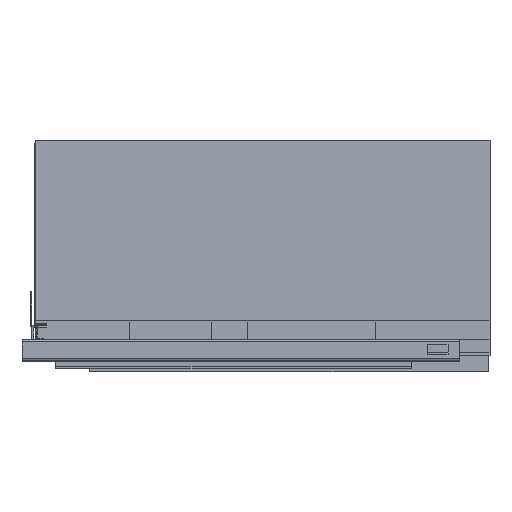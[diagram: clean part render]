
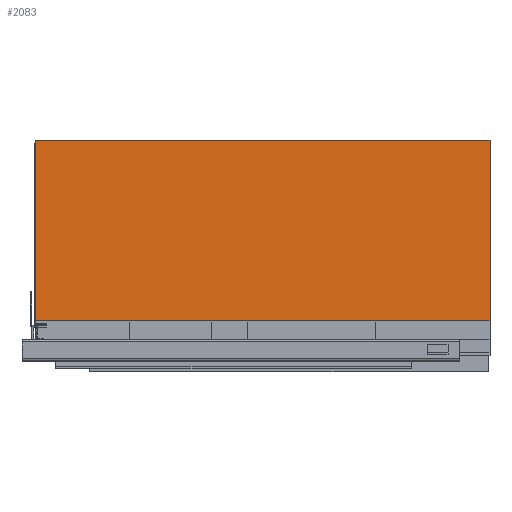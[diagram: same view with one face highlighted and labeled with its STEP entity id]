
A CAD part, top view. The second image highlights one B-rep face of the part: STEP entity #2083.
In plain terms, the highlighted planar face has unit normal (0, 0, 1).
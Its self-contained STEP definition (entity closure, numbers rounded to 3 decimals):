
#548 = VERTEX_POINT ( 'NONE', #3153 ) ;
#723 = CARTESIAN_POINT ( 'NONE',  ( 0., 185., 13.5 ) ) ;
#1256 = VECTOR ( 'NONE', #1566, 1000. ) ;
#1566 = DIRECTION ( 'NONE',  ( 1., 0., 0. ) ) ;
#1599 = EDGE_CURVE ( 'NONE', #5685, #548, #8084, .T. ) ;
#1653 = FACE_OUTER_BOUND ( 'NONE', #2222, .T. ) ;
#1698 = ORIENTED_EDGE ( 'NONE', *, *, #1599, .F. ) ;
#2083 = ADVANCED_FACE ( 'NONE', ( #1653 ), #5166, .T. ) ;
#2222 = EDGE_LOOP ( 'NONE', ( #1698, #9045, #3298, #3703 ) ) ;
#2281 = AXIS2_PLACEMENT_3D ( 'NONE', #4612, #3747, #3022 ) ;
#2872 = VERTEX_POINT ( 'NONE', #3257 ) ;
#3022 = DIRECTION ( 'NONE',  ( 0., -1., 0. ) ) ;
#3153 = CARTESIAN_POINT ( 'NONE',  ( 0., 30., 13.5 ) ) ;
#3257 = CARTESIAN_POINT ( 'NONE',  ( -390., 30., 13.5 ) ) ;
#3298 = ORIENTED_EDGE ( 'NONE', *, *, #7243, .T. ) ;
#3703 = ORIENTED_EDGE ( 'NONE', *, *, #8264, .T. ) ;
#3747 = DIRECTION ( 'NONE',  ( 0., 0., 1. ) ) ;
#4612 = CARTESIAN_POINT ( 'NONE',  ( -390., 185., 13.5 ) ) ;
#5166 = PLANE ( 'NONE',  #2281 ) ;
#5238 = DIRECTION ( 'NONE',  ( 0., -1., 0. ) ) ;
#5685 = VERTEX_POINT ( 'NONE', #723 ) ;
#5759 = DIRECTION ( 'NONE',  ( 1., 0., 0. ) ) ;
#6200 = VECTOR ( 'NONE', #5759, 1000. ) ;
#6287 = CARTESIAN_POINT ( 'NONE',  ( -390., 185., 13.5 ) ) ;
#7243 = EDGE_CURVE ( 'NONE', #9308, #2872, #8805, .T. ) ;
#7598 = CARTESIAN_POINT ( 'NONE',  ( -390., 185., 13.5 ) ) ;
#7982 = VECTOR ( 'NONE', #5238, 1000. ) ;
#8084 = LINE ( 'NONE', #8226, #7982 ) ;
#8101 = CARTESIAN_POINT ( 'NONE',  ( -390., 30., 13.5 ) ) ;
#8226 = CARTESIAN_POINT ( 'NONE',  ( 0., 185., 13.5 ) ) ;
#8264 = EDGE_CURVE ( 'NONE', #2872, #548, #8918, .T. ) ;
#8326 = VECTOR ( 'NONE', #9428, 1000. ) ;
#8457 = LINE ( 'NONE', #6287, #6200 ) ;
#8552 = EDGE_CURVE ( 'NONE', #9308, #5685, #8457, .T. ) ;
#8805 = LINE ( 'NONE', #9524, #8326 ) ;
#8918 = LINE ( 'NONE', #8101, #1256 ) ;
#9045 = ORIENTED_EDGE ( 'NONE', *, *, #8552, .F. ) ;
#9308 = VERTEX_POINT ( 'NONE', #7598 ) ;
#9428 = DIRECTION ( 'NONE',  ( 0., -1., 0. ) ) ;
#9524 = CARTESIAN_POINT ( 'NONE',  ( -390., 185., 13.5 ) ) ;
